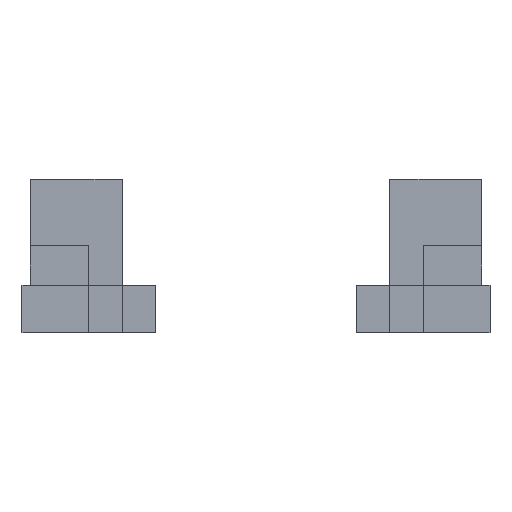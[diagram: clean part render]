
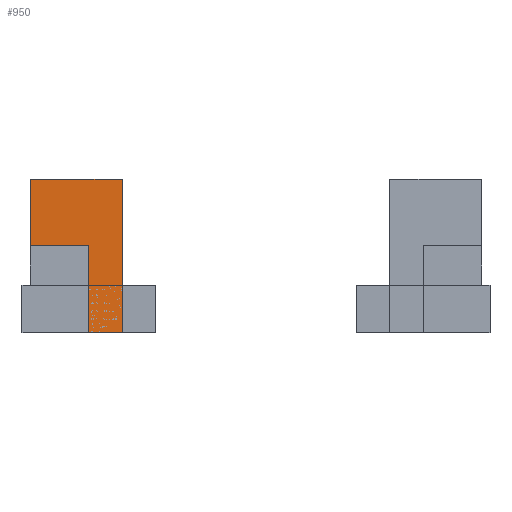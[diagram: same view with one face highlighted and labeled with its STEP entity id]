
A CAD part, front view. The second image highlights one B-rep face of the part: STEP entity #950.
In plain terms, the highlighted planar face has unit normal (0, -1, 0).
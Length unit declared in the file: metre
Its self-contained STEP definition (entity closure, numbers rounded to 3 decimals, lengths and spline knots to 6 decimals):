
#82=ORIENTED_EDGE('',*,*,#291,.T.);
#83=ORIENTED_EDGE('',*,*,#325,.T.);
#84=ORIENTED_EDGE('',*,*,#317,.F.);
#85=ORIENTED_EDGE('',*,*,#303,.F.);
#86=ORIENTED_EDGE('',*,*,#306,.T.);
#87=ORIENTED_EDGE('',*,*,#326,.T.);
#291=EDGE_CURVE('',#424,#422,#511,.T.);
#303=EDGE_CURVE('',#432,#434,#523,.T.);
#306=EDGE_CURVE('',#432,#436,#526,.T.);
#317=EDGE_CURVE('',#434,#444,#537,.T.);
#325=EDGE_CURVE('',#422,#444,#545,.T.);
#326=EDGE_CURVE('',#436,#424,#546,.T.);
#422=VERTEX_POINT('',#1396);
#424=VERTEX_POINT('',#1399);
#432=VERTEX_POINT('',#1421);
#434=VERTEX_POINT('',#1424);
#436=VERTEX_POINT('',#1430);
#444=VERTEX_POINT('',#1452);
#511=LINE('',#1398,#643);
#523=LINE('',#1423,#655);
#526=LINE('',#1429,#658);
#537=LINE('',#1451,#669);
#545=LINE('',#1465,#677);
#546=LINE('',#1466,#678);
#643=VECTOR('',#1139,1.);
#655=VECTOR('',#1157,1.);
#658=VECTOR('',#1162,1.);
#669=VECTOR('',#1179,1.);
#677=VECTOR('',#1195,1.);
#678=VECTOR('',#1196,1.);
#782=EDGE_LOOP('',(#82,#83,#84,#85,#86,#87));
#838=FACE_BOUND('',#782,.T.);
#894=PLANE('',#1079);
#950=ADVANCED_FACE('',(#838),#894,.F.);
#1079=AXIS2_PLACEMENT_3D('',#1464,#1193,#1194);
#1139=DIRECTION('',(0.,0.,-1.));
#1157=DIRECTION('',(1.,0.,0.));
#1162=DIRECTION('',(0.,0.,-1.));
#1179=DIRECTION('',(0.,0.,-1.));
#1193=DIRECTION('',(0.,1.,0.));
#1194=DIRECTION('',(0.,0.,1.));
#1195=DIRECTION('',(1.,0.,0.));
#1196=DIRECTION('',(1.,0.,0.));
#1396=CARTESIAN_POINT('',(0.060168,-0.028988,0.007));
#1398=CARTESIAN_POINT('',(0.060168,-0.028988,0.0254));
#1399=CARTESIAN_POINT('',(0.060168,-0.028988,0.0174));
#1421=CARTESIAN_POINT('',(0.053168,-0.028988,0.0254));
#1423=CARTESIAN_POINT('',(0.062168,-0.028988,0.0254));
#1424=CARTESIAN_POINT('',(0.064168,-0.028988,0.0254));
#1429=CARTESIAN_POINT('',(0.053168,-0.028988,0.0254));
#1430=CARTESIAN_POINT('',(0.053168,-0.028988,0.0174));
#1451=CARTESIAN_POINT('',(0.064168,-0.028988,0.0254));
#1452=CARTESIAN_POINT('',(0.064168,-0.028988,0.007));
#1464=CARTESIAN_POINT('',(0.066168,-0.028988,0.0127));
#1465=CARTESIAN_POINT('',(0.066168,-0.028988,0.007));
#1466=CARTESIAN_POINT('',(0.055168,-0.028988,0.0174));
